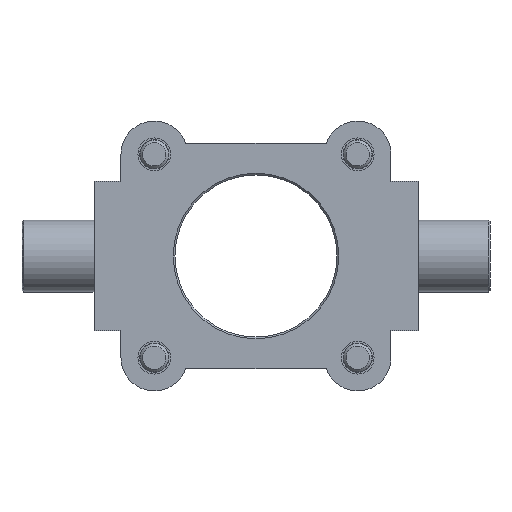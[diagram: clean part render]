
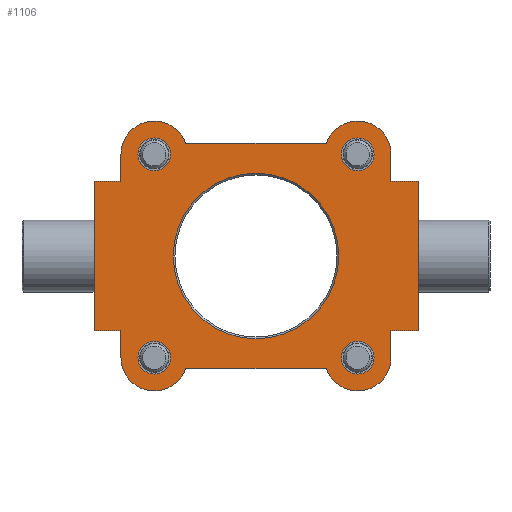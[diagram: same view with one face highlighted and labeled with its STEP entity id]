
A CAD part, front view. The second image highlights one B-rep face of the part: STEP entity #1106.
In plain terms, the highlighted planar face has unit normal (0, -1, 0).
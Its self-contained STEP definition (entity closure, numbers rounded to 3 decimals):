
#90=CIRCLE('',#1205,9.25);
#91=CIRCLE('',#1208,9.25);
#92=CIRCLE('',#1210,9.25);
#94=CIRCLE('',#1214,9.25);
#101=CIRCLE('',#1223,4.55);
#102=CIRCLE('',#1224,4.55);
#103=CIRCLE('',#1225,4.55);
#104=CIRCLE('',#1226,4.55);
#105=CIRCLE('',#1227,23.);
#249=ORIENTED_EDGE('',*,*,#511,.F.);
#250=ORIENTED_EDGE('',*,*,#512,.F.);
#251=ORIENTED_EDGE('',*,*,#513,.F.);
#252=ORIENTED_EDGE('',*,*,#514,.F.);
#253=ORIENTED_EDGE('',*,*,#515,.F.);
#254=ORIENTED_EDGE('',*,*,#476,.F.);
#255=ORIENTED_EDGE('',*,*,#460,.F.);
#256=ORIENTED_EDGE('',*,*,#516,.F.);
#257=ORIENTED_EDGE('',*,*,#436,.F.);
#258=ORIENTED_EDGE('',*,*,#475,.F.);
#259=ORIENTED_EDGE('',*,*,#504,.F.);
#260=ORIENTED_EDGE('',*,*,#501,.F.);
#261=ORIENTED_EDGE('',*,*,#498,.F.);
#262=ORIENTED_EDGE('',*,*,#482,.F.);
#263=ORIENTED_EDGE('',*,*,#450,.F.);
#264=ORIENTED_EDGE('',*,*,#517,.F.);
#265=ORIENTED_EDGE('',*,*,#466,.F.);
#266=ORIENTED_EDGE('',*,*,#481,.F.);
#267=ORIENTED_EDGE('',*,*,#497,.F.);
#268=ORIENTED_EDGE('',*,*,#495,.F.);
#269=ORIENTED_EDGE('',*,*,#493,.F.);
#436=EDGE_CURVE('',#582,#583,#683,.T.);
#450=EDGE_CURVE('',#596,#597,#697,.T.);
#460=EDGE_CURVE('',#606,#607,#707,.T.);
#466=EDGE_CURVE('',#612,#613,#713,.T.);
#475=EDGE_CURVE('',#620,#582,#722,.T.);
#476=EDGE_CURVE('',#607,#621,#723,.T.);
#481=EDGE_CURVE('',#624,#612,#728,.T.);
#482=EDGE_CURVE('',#597,#625,#729,.T.);
#493=EDGE_CURVE('',#621,#631,#90,.T.);
#495=EDGE_CURVE('',#631,#632,#734,.T.);
#497=EDGE_CURVE('',#632,#624,#91,.T.);
#498=EDGE_CURVE('',#625,#633,#92,.T.);
#501=EDGE_CURVE('',#633,#635,#737,.T.);
#504=EDGE_CURVE('',#635,#620,#94,.T.);
#511=EDGE_CURVE('',#639,#639,#101,.T.);
#512=EDGE_CURVE('',#640,#640,#102,.T.);
#513=EDGE_CURVE('',#641,#641,#103,.T.);
#514=EDGE_CURVE('',#642,#642,#104,.T.);
#515=EDGE_CURVE('',#643,#643,#105,.T.);
#516=EDGE_CURVE('',#583,#606,#740,.T.);
#517=EDGE_CURVE('',#613,#596,#741,.T.);
#582=VERTEX_POINT('',#1678);
#583=VERTEX_POINT('',#1680);
#596=VERTEX_POINT('',#1709);
#597=VERTEX_POINT('',#1711);
#606=VERTEX_POINT('',#1731);
#607=VERTEX_POINT('',#1733);
#612=VERTEX_POINT('',#1744);
#613=VERTEX_POINT('',#1746);
#620=VERTEX_POINT('',#1763);
#621=VERTEX_POINT('',#1767);
#624=VERTEX_POINT('',#1775);
#625=VERTEX_POINT('',#1779);
#631=VERTEX_POINT('',#1798);
#632=VERTEX_POINT('',#1802);
#633=VERTEX_POINT('',#1808);
#635=VERTEX_POINT('',#1814);
#639=VERTEX_POINT('',#1831);
#640=VERTEX_POINT('',#1833);
#641=VERTEX_POINT('',#1835);
#642=VERTEX_POINT('',#1837);
#643=VERTEX_POINT('',#1839);
#683=LINE('',#1679,#765);
#697=LINE('',#1710,#779);
#707=LINE('',#1732,#789);
#713=LINE('',#1745,#795);
#722=LINE('',#1764,#804);
#723=LINE('',#1766,#805);
#728=LINE('',#1776,#810);
#729=LINE('',#1778,#811);
#734=LINE('',#1801,#816);
#737=LINE('',#1813,#819);
#740=LINE('',#1840,#822);
#741=LINE('',#1841,#823);
#765=VECTOR('',#1325,1000.);
#779=VECTOR('',#1345,1000.);
#789=VECTOR('',#1359,1000.);
#795=VECTOR('',#1367,1000.);
#804=VECTOR('',#1380,1000.);
#805=VECTOR('',#1383,1000.);
#810=VECTOR('',#1390,1000.);
#811=VECTOR('',#1393,1000.);
#816=VECTOR('',#1420,1000.);
#819=VECTOR('',#1435,1000.);
#822=VECTOR('',#1468,1000.);
#823=VECTOR('',#1469,1000.);
#868=EDGE_LOOP('',(#249));
#869=EDGE_LOOP('',(#250));
#870=EDGE_LOOP('',(#251));
#871=EDGE_LOOP('',(#252));
#872=EDGE_LOOP('',(#253));
#873=EDGE_LOOP('',(#254,#255,#256,#257,#258,#259,#260,#261,#262,#263,#264,
#265,#266,#267,#268,#269));
#970=FACE_BOUND('',#868,.T.);
#971=FACE_BOUND('',#869,.T.);
#972=FACE_BOUND('',#870,.T.);
#973=FACE_BOUND('',#871,.T.);
#974=FACE_BOUND('',#872,.T.);
#975=FACE_BOUND('',#873,.T.);
#1065=PLANE('',#1222);
#1106=ADVANCED_FACE('',(#970,#971,#972,#973,#974,#975),#1065,.F.);
#1205=AXIS2_PLACEMENT_3D('',#1797,#1415,#1416);
#1208=AXIS2_PLACEMENT_3D('',#1805,#1424,#1425);
#1210=AXIS2_PLACEMENT_3D('',#1807,#1428,#1429);
#1214=AXIS2_PLACEMENT_3D('',#1819,#1440,#1441);
#1222=AXIS2_PLACEMENT_3D('',#1829,#1456,#1457);
#1223=AXIS2_PLACEMENT_3D('',#1830,#1458,#1459);
#1224=AXIS2_PLACEMENT_3D('',#1832,#1460,#1461);
#1225=AXIS2_PLACEMENT_3D('',#1834,#1462,#1463);
#1226=AXIS2_PLACEMENT_3D('',#1836,#1464,#1465);
#1227=AXIS2_PLACEMENT_3D('',#1838,#1466,#1467);
#1325=DIRECTION('',(-1.,0.,0.));
#1345=DIRECTION('',(-1.,0.,0.));
#1359=DIRECTION('',(1.,0.,0.));
#1367=DIRECTION('',(1.,0.,0.));
#1380=DIRECTION('',(0.,0.,1.));
#1383=DIRECTION('',(0.,0.,1.));
#1390=DIRECTION('',(0.,0.,-1.));
#1393=DIRECTION('',(0.,0.,-1.));
#1415=DIRECTION('',(0.,1.,0.));
#1416=DIRECTION('',(1.,0.,0.));
#1420=DIRECTION('',(1.,0.,0.));
#1424=DIRECTION('',(0.,1.,0.));
#1425=DIRECTION('',(1.,0.,0.));
#1428=DIRECTION('',(0.,1.,0.));
#1429=DIRECTION('',(1.,0.,0.));
#1435=DIRECTION('',(-1.,0.,0.));
#1440=DIRECTION('',(0.,1.,0.));
#1441=DIRECTION('',(1.,0.,0.));
#1456=DIRECTION('',(0.,1.,0.));
#1457=DIRECTION('',(0.,0.,1.));
#1458=DIRECTION('',(0.,-1.,0.));
#1459=DIRECTION('',(0.,0.,-1.));
#1460=DIRECTION('',(0.,-1.,0.));
#1461=DIRECTION('',(0.,0.,-1.));
#1462=DIRECTION('',(0.,-1.,0.));
#1463=DIRECTION('',(0.,0.,-1.));
#1464=DIRECTION('',(0.,-1.,0.));
#1465=DIRECTION('',(0.,0.,-1.));
#1466=DIRECTION('',(0.,-1.,0.));
#1467=DIRECTION('',(0.,0.,-1.));
#1468=DIRECTION('',(0.,0.,1.));
#1469=DIRECTION('',(0.,0.,-1.));
#1678=CARTESIAN_POINT('',(-37.5,0.,-20.75));
#1679=CARTESIAN_POINT('',(-19.537,0.,-20.75));
#1680=CARTESIAN_POINT('',(-45.,0.,-20.75));
#1709=CARTESIAN_POINT('',(45.,0.,-20.75));
#1710=CARTESIAN_POINT('',(45.,0.,-20.75));
#1711=CARTESIAN_POINT('',(37.5,0.,-20.75));
#1731=CARTESIAN_POINT('',(-45.,0.,20.75));
#1732=CARTESIAN_POINT('',(-45.,0.,20.75));
#1733=CARTESIAN_POINT('',(-37.5,0.,20.75));
#1744=CARTESIAN_POINT('',(37.5,0.,20.75));
#1745=CARTESIAN_POINT('',(19.537,0.,20.75));
#1746=CARTESIAN_POINT('',(45.,0.,20.75));
#1763=CARTESIAN_POINT('',(-37.5,0.,-28.25));
#1764=CARTESIAN_POINT('',(-37.5,0.,-28.25));
#1766=CARTESIAN_POINT('',(-37.5,0.,-28.25));
#1767=CARTESIAN_POINT('',(-37.5,0.,28.25));
#1775=CARTESIAN_POINT('',(37.5,0.,28.25));
#1776=CARTESIAN_POINT('',(37.5,0.,28.25));
#1778=CARTESIAN_POINT('',(37.5,0.,28.25));
#1779=CARTESIAN_POINT('',(37.5,0.,-28.25));
#1797=CARTESIAN_POINT('',(-28.25,0.,28.25));
#1798=CARTESIAN_POINT('',(-19.5,0.,31.25));
#1801=CARTESIAN_POINT('',(-19.5,0.,31.25));
#1802=CARTESIAN_POINT('',(19.5,0.,31.25));
#1805=CARTESIAN_POINT('',(28.25,0.,28.25));
#1807=CARTESIAN_POINT('',(28.25,0.,-28.25));
#1808=CARTESIAN_POINT('',(19.5,0.,-31.25));
#1813=CARTESIAN_POINT('',(19.5,0.,-31.25));
#1814=CARTESIAN_POINT('',(-19.5,0.,-31.25));
#1819=CARTESIAN_POINT('',(-28.25,0.,-28.25));
#1829=CARTESIAN_POINT('',(-28.25,0.,28.25));
#1830=CARTESIAN_POINT('',(-28.25,0.,-28.25));
#1831=CARTESIAN_POINT('',(-28.25,0.,-32.8));
#1832=CARTESIAN_POINT('',(28.25,0.,-28.25));
#1833=CARTESIAN_POINT('',(28.25,0.,-32.8));
#1834=CARTESIAN_POINT('',(-28.25,0.,28.25));
#1835=CARTESIAN_POINT('',(-28.25,0.,23.7));
#1836=CARTESIAN_POINT('',(28.25,0.,28.25));
#1837=CARTESIAN_POINT('',(28.25,0.,23.7));
#1838=CARTESIAN_POINT('',(0.,0.,0.));
#1839=CARTESIAN_POINT('',(0.,0.,-23.));
#1840=CARTESIAN_POINT('',(-45.,0.,-20.75));
#1841=CARTESIAN_POINT('',(45.,0.,20.75));
